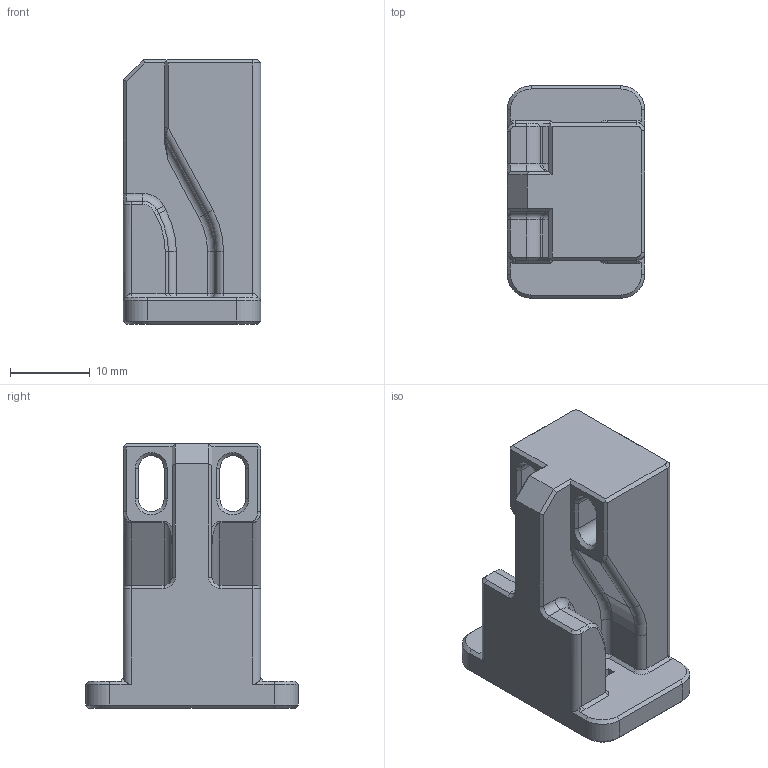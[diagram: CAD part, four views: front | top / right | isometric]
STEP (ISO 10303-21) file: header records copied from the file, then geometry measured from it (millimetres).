
FILE_DESCRIPTION (( 'STEP AP214' ), '1' );
FILE_NAME ('Annex_magprobe_inductive_replacement_rev1.STEP', '2022-09-25T12:07:44', ( '' ), ( '' ), 'SwSTEP 2.0', 'SolidWorks 2021', '' );
FILE_SCHEMA (( 'AUTOMOTIVE_DESIGN' ));
Length unit declared in the file: millimetre
Products named in the file (1): Annex_magprobe_inductive_replacement_rev1
Bounding box: 17.2 x 26.6 x 33.1 mm (x, y, z)
Volume: 7429.7 mm3; surface area: 3834.1 mm2
Topology: 1 solids, 1 shells, 194 faces, 472 edges, 280 vertices
Faces by surface type: plane 98, cone 46, cylinder 38, torus 8, bspline 4
Entity records: 5976 total; most frequent: CARTESIAN_POINT 1387, DIRECTION 960, ORIENTED_EDGE 944, EDGE_CURVE 472, AXIS2_PLACEMENT_3D 325, VECTOR 310, LINE 310, VERTEX_POINT 280
